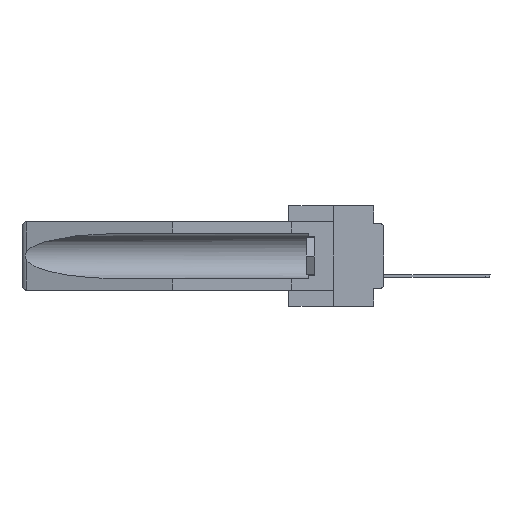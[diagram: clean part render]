
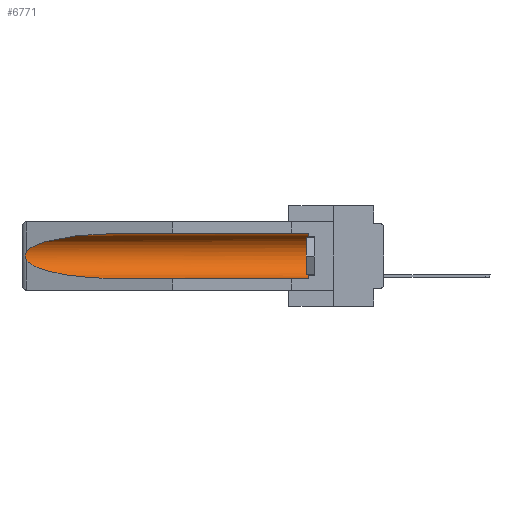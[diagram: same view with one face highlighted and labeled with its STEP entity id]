
A CAD part, left-side view. The second image highlights one B-rep face of the part: STEP entity #6771.
In plain terms, the highlighted cylindrical face has radius 2.857 mm (diameter 5.715 mm), a partial arc.
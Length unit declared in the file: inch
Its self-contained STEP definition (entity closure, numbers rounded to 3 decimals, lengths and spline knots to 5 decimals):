
#11 = EDGE_CURVE ( 'NONE', #12312, #28964, #16083, .T. ) ;
#405 = CARTESIAN_POINT ( 'NONE',  ( 0.25451, 1.48313, -0.09465 ) ) ;
#890 = CARTESIAN_POINT ( 'NONE',  ( 0.155, 1.07973, -0.284 ) ) ;
#2331 = DIRECTION ( 'NONE',  ( 0., 1., 0. ) ) ;
#2428 = CARTESIAN_POINT ( 'NONE',  ( 0.26537, 1.52718, -0.19328 ) ) ;
#2743 = VERTEX_POINT ( 'NONE', #12309 ) ;
#3923 = VERTEX_POINT ( 'NONE', #30078 ) ;
#4648 = B_SPLINE_CURVE_WITH_KNOTS ( 'NONE', 3,
 ( #7222, #32393, #27280, #32230, #22183, #4736, #22351, #9842, #19897, #2428 ),
 .UNSPECIFIED., .F., .F.,
 ( 4, 2, 2, 2, 4 ),
 ( 0., 0.00029, 0.00058, 0.00087, 0.00117 ),
 .UNSPECIFIED. ) ;
#4736 = CARTESIAN_POINT ( 'NONE',  ( 0.2675, 1.53308, -0.17534 ) ) ;
#6003 = CARTESIAN_POINT ( 'NONE',  ( 0.26537, 1.52718, -0.14972 ) ) ;
#6158 = CARTESIAN_POINT ( 'NONE',  ( 0.26537, 1.52718, -0.19328 ) ) ;
#6771 = ADVANCED_FACE ( 'NONE', ( #27546 ), #19998, .F. ) ;
#7128 = VECTOR ( 'NONE', #18060, 39.37008 ) ;
#7222 = CARTESIAN_POINT ( 'NONE',  ( 0.26537, 1.52718, -0.14972 ) ) ;
#7398 = CIRCLE ( 'NONE', #7904, 0.1125 ) ;
#7904 = AXIS2_PLACEMENT_3D ( 'NONE', #12958, #7993, #18544 ) ;
#7923 = LINE ( 'NONE', #10236, #23552 ) ;
#7993 = DIRECTION ( 'NONE',  ( 0., -1., 0. ) ) ;
#8226 = ORIENTED_EDGE ( 'NONE', *, *, #20970, .T. ) ;
#8304 = CARTESIAN_POINT ( 'NONE',  ( 0.21114, 1.30732, -0.284 ) ) ;
#8477 = CARTESIAN_POINT ( 'NONE',  ( 0.21114, 1.30732, -0.059 ) ) ;
#9842 = CARTESIAN_POINT ( 'NONE',  ( 0.26655, 1.53094, -0.18657 ) ) ;
#10236 = CARTESIAN_POINT ( 'NONE',  ( 0.155, -0.30754, -0.284 ) ) ;
#10805 = EDGE_CURVE ( 'NONE', #2743, #3923, #4648, .T. ) ;
#12158 = ORIENTED_EDGE ( 'NONE', *, *, #27989, .T. ) ;
#12309 = CARTESIAN_POINT ( 'NONE',  ( 0.26537, 1.52718, -0.14972 ) ) ;
#12312 = VERTEX_POINT ( 'NONE', #13787 ) ;
#12417 = ORIENTED_EDGE ( 'NONE', *, *, #10805, .T. ) ;
#12586 = DIRECTION ( 'NONE',  ( 0., 1., 0. ) ) ;
#12742 = DIRECTION ( 'NONE',  ( 0., 0., 1. ) ) ;
#12958 = CARTESIAN_POINT ( 'NONE',  ( 0.155, 0.126, -0.1715 ) ) ;
#13763 = CARTESIAN_POINT ( 'NONE',  ( 0.155, -0.30754, -0.059 ) ) ;
#13787 = CARTESIAN_POINT ( 'NONE',  ( 0.155, 0.126, -0.059 ) ) ;
#14005 = ORIENTED_EDGE ( 'NONE', *, *, #11, .T. ) ;
#14123 = CARTESIAN_POINT ( 'NONE',  ( 0.155, 1.07973, -0.284 ) ) ;
#15303 = EDGE_CURVE ( 'NONE', #24411, #32255, #7923, .T. ) ;
#16083 = LINE ( 'NONE', #13763, #7128 ) ;
#18060 = DIRECTION ( 'NONE',  ( 0., 1., 0. ) ) ;
#18544 = DIRECTION ( 'NONE',  ( 0., 0., 1. ) ) ;
#19428 = CARTESIAN_POINT ( 'NONE',  ( 0.155, 1.07973, -0.059 ) ) ;
#19897 = CARTESIAN_POINT ( 'NONE',  ( 0.26597, 1.5296, -0.19026 ) ) ;
#19998 = CYLINDRICAL_SURFACE ( 'NONE', #20682, 0.1125 ) ;
#20682 = AXIS2_PLACEMENT_3D ( 'NONE', #30515, #12586, #12742 ) ;
#20970 = EDGE_CURVE ( 'NONE', #24411, #12312, #7398, .T. ) ;
#22040 =( BOUNDED_CURVE ( )  B_SPLINE_CURVE ( 3, ( #6158, #26240, #8304, #890 ),
 .UNSPECIFIED., .F., .F. ) 
 B_SPLINE_CURVE_WITH_KNOTS ( ( 4, 4 ),
 ( 0.1948, 1.5708 ),
 .UNSPECIFIED. ) 
 CURVE ( )  GEOMETRIC_REPRESENTATION_ITEM ( )  RATIONAL_B_SPLINE_CURVE ( ( 1., 0.848, 0.848, 1. ) ) 
 REPRESENTATION_ITEM ( '' )  );
#22183 = CARTESIAN_POINT ( 'NONE',  ( 0.2675, 1.53308, -0.16763 ) ) ;
#22351 = CARTESIAN_POINT ( 'NONE',  ( 0.2673, 1.53269, -0.17917 ) ) ;
#22758 = ORIENTED_EDGE ( 'NONE', *, *, #31003, .T. ) ;
#22961 = CARTESIAN_POINT ( 'NONE',  ( 0.155, 1.07973, -0.059 ) ) ;
#23552 = VECTOR ( 'NONE', #2331, 39.37008 ) ;
#24411 = VERTEX_POINT ( 'NONE', #29925 ) ;
#24632 = EDGE_LOOP ( 'NONE', ( #22758, #12417, #12158, #25309, #8226, #14005 ) ) ;
#25309 = ORIENTED_EDGE ( 'NONE', *, *, #15303, .F. ) ;
#26240 = CARTESIAN_POINT ( 'NONE',  ( 0.25451, 1.48313, -0.24835 ) ) ;
#27280 = CARTESIAN_POINT ( 'NONE',  ( 0.26654, 1.53092, -0.15636 ) ) ;
#27505 =( BOUNDED_CURVE ( )  B_SPLINE_CURVE ( 3, ( #22961, #8477, #405, #6003 ),
 .UNSPECIFIED., .F., .F. ) 
 B_SPLINE_CURVE_WITH_KNOTS ( ( 4, 4 ),
 ( 4.71239, 6.08839 ),
 .UNSPECIFIED. ) 
 CURVE ( )  GEOMETRIC_REPRESENTATION_ITEM ( )  RATIONAL_B_SPLINE_CURVE ( ( 1., 0.848, 0.848, 1. ) ) 
 REPRESENTATION_ITEM ( '' )  );
#27546 = FACE_OUTER_BOUND ( 'NONE', #24632, .T. ) ;
#27989 = EDGE_CURVE ( 'NONE', #3923, #32255, #22040, .T. ) ;
#28964 = VERTEX_POINT ( 'NONE', #19428 ) ;
#29925 = CARTESIAN_POINT ( 'NONE',  ( 0.155, 0.126, -0.284 ) ) ;
#30078 = CARTESIAN_POINT ( 'NONE',  ( 0.26537, 1.52718, -0.19328 ) ) ;
#30515 = CARTESIAN_POINT ( 'NONE',  ( 0.155, -0.30754, -0.1715 ) ) ;
#31003 = EDGE_CURVE ( 'NONE', #28964, #2743, #27505, .T. ) ;
#32230 = CARTESIAN_POINT ( 'NONE',  ( 0.2673, 1.5327, -0.16383 ) ) ;
#32255 = VERTEX_POINT ( 'NONE', #14123 ) ;
#32393 = CARTESIAN_POINT ( 'NONE',  ( 0.26597, 1.52961, -0.15275 ) ) ;
